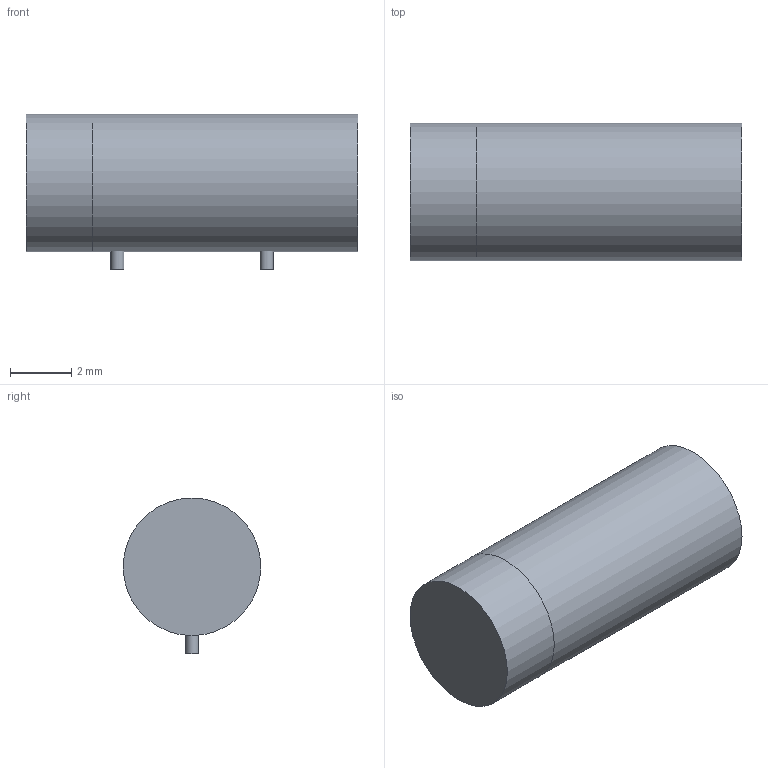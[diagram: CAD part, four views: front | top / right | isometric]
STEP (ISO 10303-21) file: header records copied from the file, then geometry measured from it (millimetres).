
FILE_DESCRIPTION( ( '' ), ' ' );
FILE_NAME( '58a4954c8a575e0fb99d10b4.step', '2017-02-15T17:52:13', ( '' ), ( '' ), ' ', ' ', ' ' );
FILE_SCHEMA( ( 'AUTOMOTIVE_DESIGN { 1 0 10303 214 1 1 1 1 }' ) );
Length unit declared in the file: metre
Products named in the file (6): Open CASCADE STEP translator 6.8 12; Open CASCADE STEP translator 6.8 11; Open CASCADE STEP translator 6.8 10; Open CASCADE STEP translator 6.8 9; Open CASCADE STEP translator 6.8 8; Open CASCADE STEP translator 6.8 7
Bounding box: 10.85 x 4.5 x 5.1 mm (x, y, z)
Volume: 173.5 mm3; surface area: 226.4 mm2
Topology: 6 solids, 6 shells, 14 faces, 18 edges, 12 vertices
Faces by surface type: plane 8, cylinder 4, sphere 2
Full cylindrical faces by diameter (mm): 0.43 x2, 4.5 x2
Entity records: 458 total; most frequent: DIRECTION 56, CARTESIAN_POINT 40, AXIS2_PLACEMENT_3D 28, STYLED_ITEM 22, PRESENTATION_STYLE_ASSIGNMENT 22, COLOUR_RGB 22, FACE_OUTER_BOUND 16, EDGE_LOOP 16
